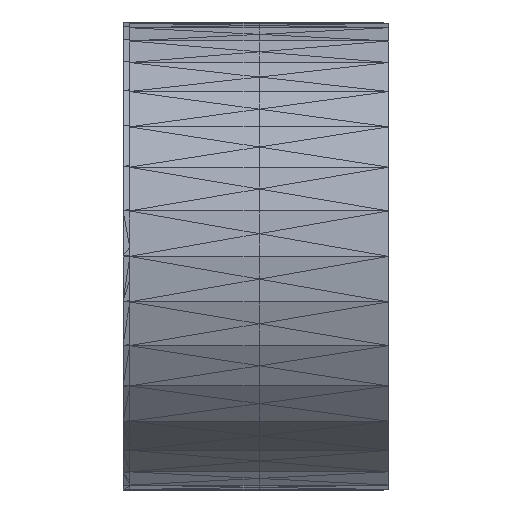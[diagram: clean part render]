
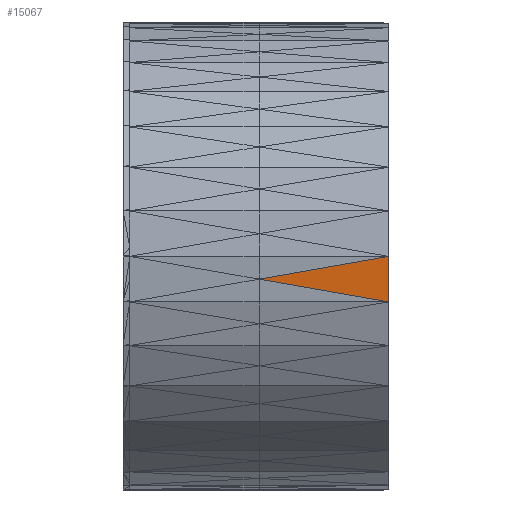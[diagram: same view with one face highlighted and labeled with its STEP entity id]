
A CAD part, front view. The second image highlights one B-rep face of the part: STEP entity #15067.
In plain terms, the highlighted planar face has unit normal (0, -0.995, -0.098).
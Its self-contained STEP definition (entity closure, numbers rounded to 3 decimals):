
#478 = VERTEX_POINT ( 'NONE', #16658 ) ;
#1617 = EDGE_CURVE ( 'NONE', #478, #6102, #13308, .T. ) ;
#2162 = LINE ( 'NONE', #2380, #7579 ) ;
#2380 = CARTESIAN_POINT ( 'NONE',  ( -653.331, 648.328, 15.213 ) ) ;
#2860 = DIRECTION ( 'NONE',  ( 1., 0., 0. ) ) ;
#3138 = ORIENTED_EDGE ( 'NONE', *, *, #8644, .F. ) ;
#3211 = AXIS2_PLACEMENT_3D ( 'NONE', #10826, #7887, #2860 ) ;
#4442 = PLANE ( 'NONE',  #3211 ) ;
#5456 = DIRECTION ( 'NONE',  ( -0.985, -0.017, 0.172 ) ) ;
#6102 = VERTEX_POINT ( 'NONE', #14506 ) ;
#7579 = VECTOR ( 'NONE', #10224, 1000. ) ;
#7817 = CARTESIAN_POINT ( 'NONE',  ( -653.331, 648.328, 15.213 ) ) ;
#7887 = DIRECTION ( 'NONE',  ( 0., 0.995, 0.098 ) ) ;
#7910 = EDGE_LOOP ( 'NONE', ( #14895, #17164, #3138 ) ) ;
#8644 = EDGE_CURVE ( 'NONE', #18861, #478, #12744, .T. ) ;
#10224 = DIRECTION ( 'NONE',  ( -0.985, 0.017, -0.172 ) ) ;
#10826 = CARTESIAN_POINT ( 'NONE',  ( -653.331, 648.388, 14.606 ) ) ;
#12744 = LINE ( 'NONE', #7817, #15635 ) ;
#13094 = VECTOR ( 'NONE', #5456, 1000. ) ;
#13308 = LINE ( 'NONE', #19699, #13094 ) ;
#13341 = EDGE_CURVE ( 'NONE', #18861, #6102, #2162, .T. ) ;
#14112 = DIRECTION ( 'NONE',  ( 0., 0.098, -0.995 ) ) ;
#14506 = CARTESIAN_POINT ( 'NONE',  ( -655.063, 648.358, 14.91 ) ) ;
#14895 = ORIENTED_EDGE ( 'NONE', *, *, #13341, .T. ) ;
#15067 = ADVANCED_FACE ( 'NONE', ( #20368 ), #4442, .F. ) ;
#15635 = VECTOR ( 'NONE', #14112, 1000. ) ;
#16519 = CARTESIAN_POINT ( 'NONE',  ( -653.331, 648.328, 15.213 ) ) ;
#16658 = CARTESIAN_POINT ( 'NONE',  ( -653.331, 648.388, 14.606 ) ) ;
#17164 = ORIENTED_EDGE ( 'NONE', *, *, #1617, .F. ) ;
#18861 = VERTEX_POINT ( 'NONE', #16519 ) ;
#19699 = CARTESIAN_POINT ( 'NONE',  ( -653.331, 648.388, 14.606 ) ) ;
#20368 = FACE_OUTER_BOUND ( 'NONE', #7910, .T. ) ;
